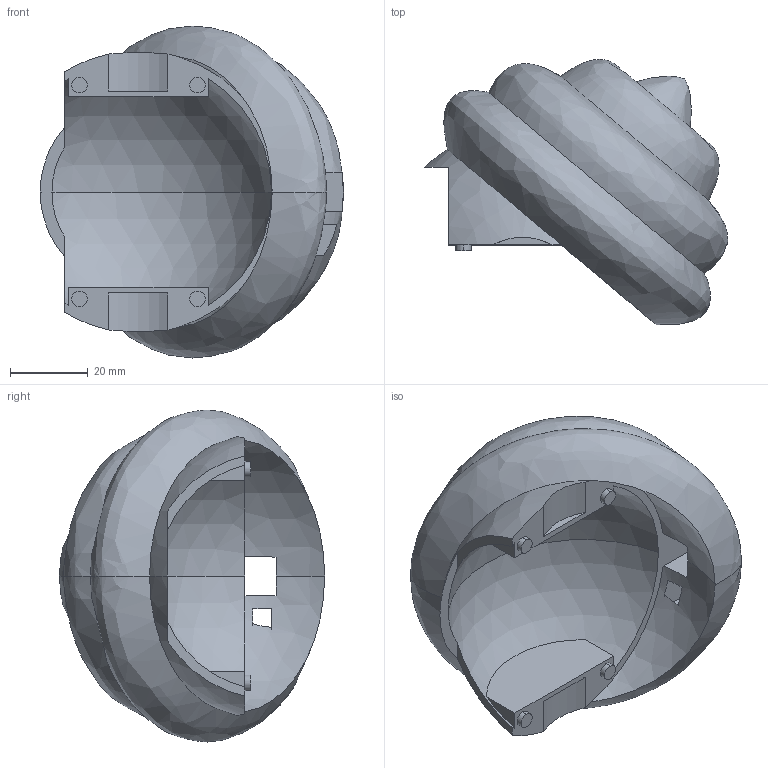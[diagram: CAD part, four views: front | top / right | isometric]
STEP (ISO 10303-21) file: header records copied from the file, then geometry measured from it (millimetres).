
FILE_DESCRIPTION (( 'STEP AP214' ), '1' );
FILE_NAME ('該葬_蟾囀誧.STEP', '2020-12-04T05:28:38', ( '' ), ( '' ), 'SwSTEP 2.0', 'SolidWorks 2017', '' );
FILE_SCHEMA (( 'AUTOMOTIVE_DESIGN' ));
Length unit declared in the file: millimetre
Products named in the file (1): 該葬_蟾囀誧
Bounding box: 78.2 x 68.33 x 85.51 mm (x, y, z)
Volume: 128194.6 mm3; surface area: 22809.2 mm2
Topology: 1 solids, 1 shells, 48 faces, 130 edges, 83 vertices
Faces by surface type: plane 24, cylinder 10, bspline 8, sphere 6
Entity records: 2215 total; most frequent: CARTESIAN_POINT 464, ORIENTED_EDGE 256, DIRECTION 251, EDGE_CURVE 128, AXIS2_PLACEMENT_3D 106, VERTEX_POINT 83, CIRCLE 65, EDGE_LOOP 53
